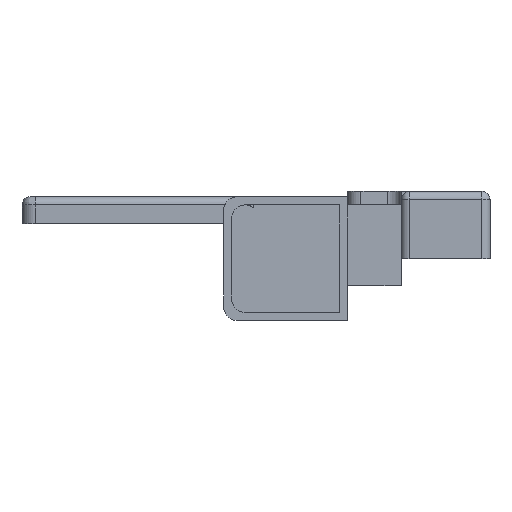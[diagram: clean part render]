
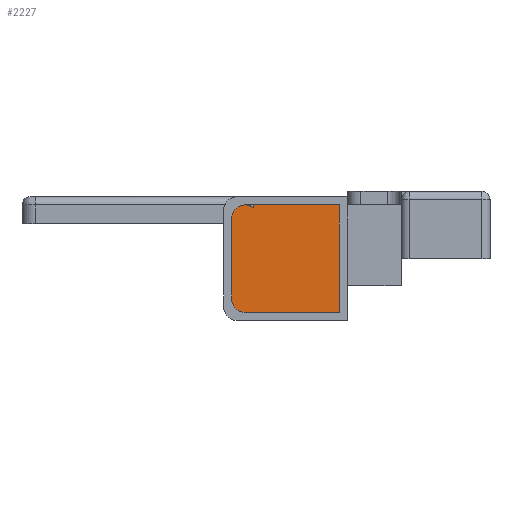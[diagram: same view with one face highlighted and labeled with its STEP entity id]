
A CAD part, left-side view. The second image highlights one B-rep face of the part: STEP entity #2227.
In plain terms, the highlighted planar face has unit normal (-1, 0, 0).
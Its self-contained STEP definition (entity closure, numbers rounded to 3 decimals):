
#86=CIRCLE('',#2433,5.);
#87=CIRCLE('',#2434,5.);
#242=FACE_OUTER_BOUND('',#371,.T.);
#371=EDGE_LOOP('',(#1823,#1824,#1825,#1826,#1827,#1828,#1829,#1830,#1831));
#580=LINE('',#3563,#827);
#582=LINE('',#3571,#829);
#583=LINE('',#3575,#830);
#584=LINE('',#3577,#831);
#585=LINE('',#3579,#832);
#586=LINE('',#3581,#833);
#587=LINE('',#3582,#834);
#827=VECTOR('',#2901,10.);
#829=VECTOR('',#2909,10.);
#830=VECTOR('',#2912,10.);
#831=VECTOR('',#2913,10.);
#832=VECTOR('',#2914,10.);
#833=VECTOR('',#2915,10.);
#834=VECTOR('',#2916,10.);
#1041=VERTEX_POINT('',#3547);
#1042=VERTEX_POINT('',#3562);
#1044=VERTEX_POINT('',#3568);
#1045=VERTEX_POINT('',#3570);
#1046=VERTEX_POINT('',#3572);
#1047=VERTEX_POINT('',#3574);
#1048=VERTEX_POINT('',#3576);
#1049=VERTEX_POINT('',#3578);
#1050=VERTEX_POINT('',#3580);
#1312=EDGE_CURVE('',#1041,#1042,#580,.T.);
#1315=EDGE_CURVE('',#1041,#1044,#86,.T.);
#1316=EDGE_CURVE('',#1044,#1045,#582,.T.);
#1317=EDGE_CURVE('',#1045,#1046,#87,.T.);
#1318=EDGE_CURVE('',#1047,#1046,#583,.T.);
#1319=EDGE_CURVE('',#1047,#1048,#584,.T.);
#1320=EDGE_CURVE('',#1048,#1049,#585,.T.);
#1321=EDGE_CURVE('',#1050,#1049,#586,.T.);
#1322=EDGE_CURVE('',#1042,#1050,#587,.T.);
#1823=ORIENTED_EDGE('',*,*,#1312,.F.);
#1824=ORIENTED_EDGE('',*,*,#1315,.T.);
#1825=ORIENTED_EDGE('',*,*,#1316,.T.);
#1826=ORIENTED_EDGE('',*,*,#1317,.T.);
#1827=ORIENTED_EDGE('',*,*,#1318,.F.);
#1828=ORIENTED_EDGE('',*,*,#1319,.T.);
#1829=ORIENTED_EDGE('',*,*,#1320,.T.);
#1830=ORIENTED_EDGE('',*,*,#1321,.F.);
#1831=ORIENTED_EDGE('',*,*,#1322,.F.);
#2123=PLANE('',#2432);
#2227=ADVANCED_FACE('',(#242),#2123,.F.);
#2432=AXIS2_PLACEMENT_3D('',#3567,#2905,#2906);
#2433=AXIS2_PLACEMENT_3D('',#3569,#2907,#2908);
#2434=AXIS2_PLACEMENT_3D('',#3573,#2910,#2911);
#2901=DIRECTION('',(0.,0.,1.));
#2905=DIRECTION('center_axis',(1.,0.,0.));
#2906=DIRECTION('ref_axis',(0.,0.,-1.));
#2907=DIRECTION('center_axis',(-1.,0.,0.));
#2908=DIRECTION('ref_axis',(0.,0.707,0.707));
#2909=DIRECTION('',(0.,0.,-1.));
#2910=DIRECTION('center_axis',(-1.,0.,0.));
#2911=DIRECTION('ref_axis',(0.,0.707,-0.707));
#2912=DIRECTION('',(0.,1.,0.));
#2913=DIRECTION('',(0.,0.,1.));
#2914=DIRECTION('',(0.,1.,0.));
#2915=DIRECTION('',(0.,0.,-1.));
#2916=DIRECTION('',(0.,-1.,0.));
#3547=CARTESIAN_POINT('',(85.629,70.,-6.));
#3562=CARTESIAN_POINT('',(85.629,70.,-2.));
#3563=CARTESIAN_POINT('',(85.629,70.,-3.5));
#3567=CARTESIAN_POINT('Origin',(85.629,38.,-5.));
#3568=CARTESIAN_POINT('',(85.629,78.,-10.));
#3569=CARTESIAN_POINT('Origin',(85.629,73.,-10.));
#3570=CARTESIAN_POINT('',(85.629,78.,-40.));
#3571=CARTESIAN_POINT('',(85.629,78.,-45.));
#3572=CARTESIAN_POINT('',(85.629,73.,-45.));
#3573=CARTESIAN_POINT('Origin',(85.629,73.,-40.));
#3574=CARTESIAN_POINT('',(85.629,38.,-45.));
#3575=CARTESIAN_POINT('',(85.629,38.,-45.));
#3576=CARTESIAN_POINT('',(85.629,38.,-5.));
#3577=CARTESIAN_POINT('',(85.629,38.,-45.));
#3578=CARTESIAN_POINT('',(85.629,61.,-5.));
#3579=CARTESIAN_POINT('',(85.629,38.,-5.));
#3580=CARTESIAN_POINT('',(85.629,61.,-2.));
#3581=CARTESIAN_POINT('',(85.629,61.,-3.5));
#3582=CARTESIAN_POINT('',(85.629,55.5,-2.));
